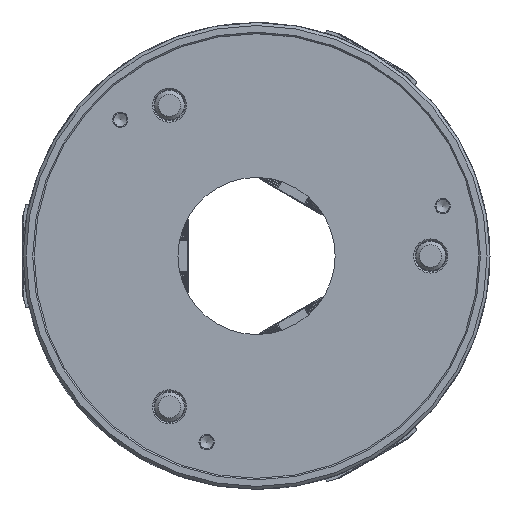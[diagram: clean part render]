
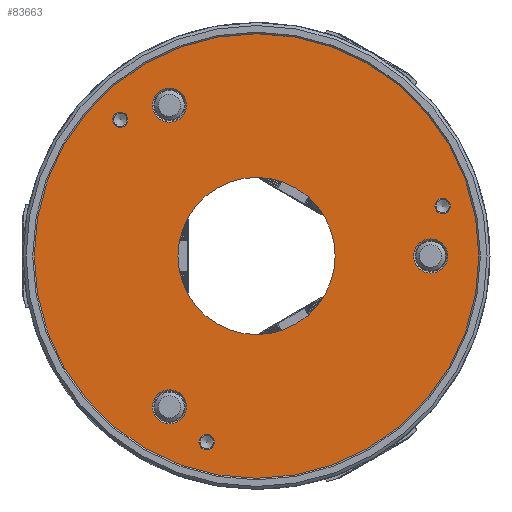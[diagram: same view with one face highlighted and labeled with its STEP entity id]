
A CAD part, left-side view. The second image highlights one B-rep face of the part: STEP entity #83663.
In plain terms, the highlighted planar face has unit normal (-1, 0, 0).
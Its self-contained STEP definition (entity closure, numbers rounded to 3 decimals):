
#24563=ORIENTED_EDGE('',*,*,#50493,.T.);
#24564=ORIENTED_EDGE('',*,*,#50494,.T.);
#24565=ORIENTED_EDGE('',*,*,#50495,.T.);
#24566=ORIENTED_EDGE('',*,*,#50496,.T.);
#24567=ORIENTED_EDGE('',*,*,#50497,.T.);
#24568=ORIENTED_EDGE('',*,*,#50498,.T.);
#24569=ORIENTED_EDGE('',*,*,#50499,.T.);
#24570=ORIENTED_EDGE('',*,*,#50500,.T.);
#50493=EDGE_CURVE('',#63458,#63458,#71888,.F.);
#50494=EDGE_CURVE('',#63459,#63459,#71889,.F.);
#50495=EDGE_CURVE('',#63460,#63460,#71890,.F.);
#50496=EDGE_CURVE('',#63461,#63461,#71891,.T.);
#50497=EDGE_CURVE('',#63462,#63462,#71892,.F.);
#50498=EDGE_CURVE('',#63463,#63463,#71893,.F.);
#50499=EDGE_CURVE('',#63464,#63464,#71894,.F.);
#50500=EDGE_CURVE('',#63465,#63465,#71895,.F.);
#63458=VERTEX_POINT('',#112027);
#63459=VERTEX_POINT('',#112029);
#63460=VERTEX_POINT('',#112031);
#63461=VERTEX_POINT('',#112033);
#63462=VERTEX_POINT('',#112035);
#63463=VERTEX_POINT('',#112037);
#63464=VERTEX_POINT('',#112039);
#63465=VERTEX_POINT('',#112041);
#71888=CIRCLE('',#87318,5.188);
#71889=CIRCLE('',#87319,5.188);
#71890=CIRCLE('',#87320,5.188);
#71891=CIRCLE('',#87321,150.);
#71892=CIRCLE('',#87322,11.5);
#71893=CIRCLE('',#87323,11.5);
#71894=CIRCLE('',#87324,11.5);
#71895=CIRCLE('',#87325,53.);
#72524=EDGE_LOOP('',(#24563));
#72525=EDGE_LOOP('',(#24564));
#72526=EDGE_LOOP('',(#24565));
#72527=EDGE_LOOP('',(#24566));
#72528=EDGE_LOOP('',(#24567));
#72529=EDGE_LOOP('',(#24568));
#72530=EDGE_LOOP('',(#24569));
#72531=EDGE_LOOP('',(#24570));
#76482=FACE_BOUND('',#72524,.T.);
#76483=FACE_BOUND('',#72525,.T.);
#76484=FACE_BOUND('',#72526,.T.);
#76485=FACE_BOUND('',#72527,.T.);
#76486=FACE_BOUND('',#72528,.T.);
#76487=FACE_BOUND('',#72529,.T.);
#76488=FACE_BOUND('',#72530,.T.);
#76489=FACE_BOUND('',#72531,.T.);
#80469=PLANE('',#87317);
#83663=ADVANCED_FACE('',(#76482,#76483,#76484,#76485,#76486,#76487,#76488,
#76489),#80469,.T.);
#87317=AXIS2_PLACEMENT_3D('',#112025,#91642,#91643);
#87318=AXIS2_PLACEMENT_3D('',#112026,#91644,#91645);
#87319=AXIS2_PLACEMENT_3D('',#112028,#91646,#91647);
#87320=AXIS2_PLACEMENT_3D('',#112030,#91648,#91649);
#87321=AXIS2_PLACEMENT_3D('',#112032,#91650,#91651);
#87322=AXIS2_PLACEMENT_3D('',#112034,#91652,#91653);
#87323=AXIS2_PLACEMENT_3D('',#112036,#91654,#91655);
#87324=AXIS2_PLACEMENT_3D('',#112038,#91656,#91657);
#87325=AXIS2_PLACEMENT_3D('',#112040,#91658,#91659);
#91642=DIRECTION('',(-1.,0.,0.));
#91643=DIRECTION('',(0.,0.,1.));
#91644=DIRECTION('',(-1.,0.,0.));
#91645=DIRECTION('',(0.,0.,1.));
#91646=DIRECTION('',(-1.,0.,0.));
#91647=DIRECTION('',(0.,0.,1.));
#91648=DIRECTION('',(-1.,0.,0.));
#91649=DIRECTION('',(0.,0.,1.));
#91650=DIRECTION('',(-1.,0.,0.));
#91651=DIRECTION('',(0.,0.,1.));
#91652=DIRECTION('',(-1.,0.,0.));
#91653=DIRECTION('',(0.,0.,1.));
#91654=DIRECTION('',(-1.,0.,0.));
#91655=DIRECTION('',(0.,0.,1.));
#91656=DIRECTION('',(-1.,0.,0.));
#91657=DIRECTION('',(0.,0.,1.));
#91658=DIRECTION('',(-1.,0.,0.));
#91659=DIRECTION('',(0.,0.,1.));
#112025=CARTESIAN_POINT('',(-102.,71.5,-123.842));
#112026=CARTESIAN_POINT('',(-102.,91.924,91.924));
#112027=CARTESIAN_POINT('',(-102.,91.924,97.112));
#112028=CARTESIAN_POINT('',(-102.,-125.57,33.646));
#112029=CARTESIAN_POINT('',(-102.,-125.57,38.834));
#112030=CARTESIAN_POINT('',(-102.,33.646,-125.57));
#112031=CARTESIAN_POINT('',(-102.,33.646,-120.382));
#112032=CARTESIAN_POINT('',(-102.,0.,0.));
#112033=CARTESIAN_POINT('',(-102.,0.,-150.));
#112034=CARTESIAN_POINT('',(-102.,-117.5,0.));
#112035=CARTESIAN_POINT('',(-102.,-127.459,-5.75));
#112036=CARTESIAN_POINT('',(-102.,58.75,101.758));
#112037=CARTESIAN_POINT('',(-102.,68.709,107.508));
#112038=CARTESIAN_POINT('',(-102.,58.75,-101.758));
#112039=CARTESIAN_POINT('',(-102.,58.75,-113.258));
#112040=CARTESIAN_POINT('',(-102.,0.,0.));
#112041=CARTESIAN_POINT('',(-102.,0.,53.));
